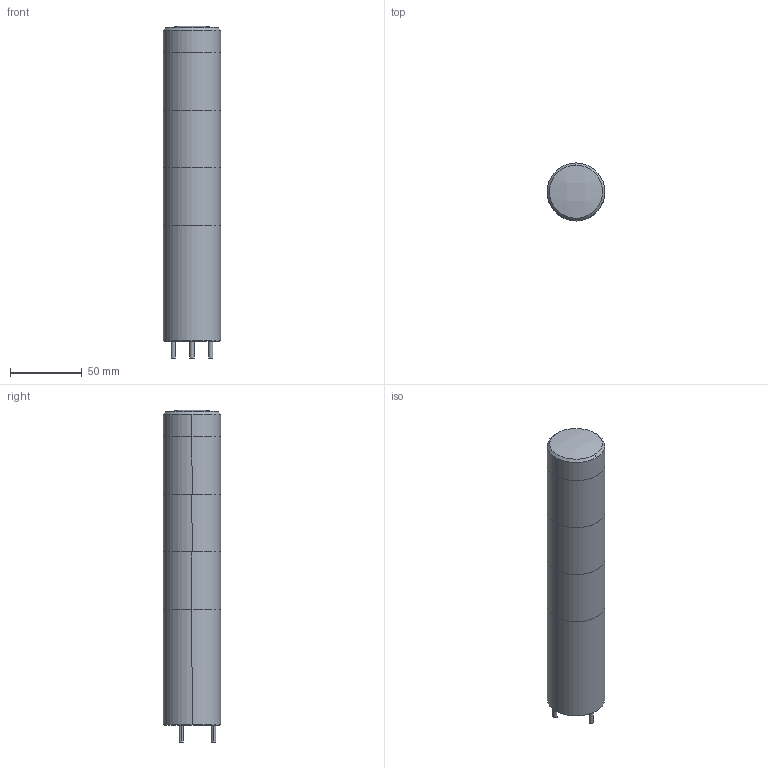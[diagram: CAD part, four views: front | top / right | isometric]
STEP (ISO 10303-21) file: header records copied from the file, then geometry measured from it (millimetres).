
FILE_DESCRIPTION (( 'STEP AP214' ), '1' );
FILE_NAME ('LR4-302WJNW-RYG.step', '2018-07-03T11:55:06', ( '' ), ( '' ), 'SwSTEP 2.0', 'SolidWorks 2017', '' );
FILE_SCHEMA (( 'AUTOMOTIVE_DESIGN' ));
Length unit declared in the file: inch
Products named in the file (1): LR4-302WJNW-RYG
Bounding box: 40 x 40 x 230.6 mm (x, y, z)
Volume: 273936.7 mm3; surface area: 49583.3 mm2
Topology: 5 solids, 5 shells, 88 faces, 170 edges, 114 vertices
Faces by surface type: cylinder 54, plane 31, cone 2, bspline 1
Entity records: 3586 total; most frequent: DIRECTION 456, CARTESIAN_POINT 437, ORIENTED_EDGE 340, AXIS2_PLACEMENT_3D 200, EDGE_CURVE 170, VERTEX_POINT 114, CIRCLE 112, EDGE_LOOP 110
